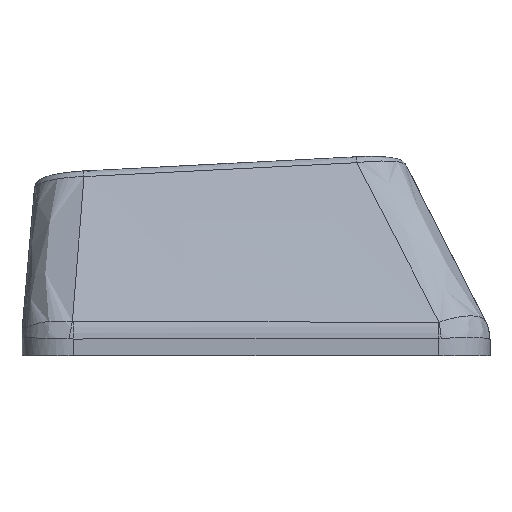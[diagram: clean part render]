
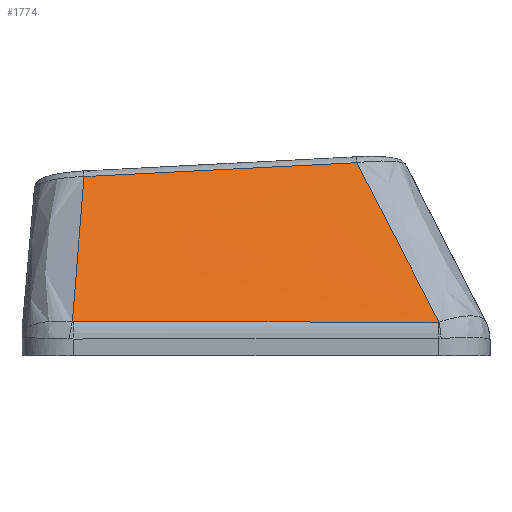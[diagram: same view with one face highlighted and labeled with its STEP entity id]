
A CAD part, left-side view. The second image highlights one B-rep face of the part: STEP entity #1774.
In plain terms, the highlighted free-form (B-spline) face has degree [3, 3] with [4, 4] control points.
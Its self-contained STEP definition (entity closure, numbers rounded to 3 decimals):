
#109=B_SPLINE_SURFACE_WITH_KNOTS('',3,3,((#3855,#3856,#3857,#3858),(#3859,
#3860,#3861,#3862),(#3863,#3864,#3865,#3866),(#3867,#3868,#3869,#3870)),
 .UNSPECIFIED.,.F.,.F.,.F.,(4,4),(4,4),(0.107,0.899),
(0.04,0.956),.UNSPECIFIED.);
#187=FACE_OUTER_BOUND('',#270,.T.);
#270=EDGE_LOOP('',(#1399,#1400,#1401,#1402,#1403,#1404));
#552=B_SPLINE_CURVE_WITH_KNOTS('',3,(#3228,#3229,#3230,#3231),
 .UNSPECIFIED.,.F.,.F.,(4,4),(0.,0.003),
 .UNSPECIFIED.);
#553=B_SPLINE_CURVE_WITH_KNOTS('',3,(#3249,#3250,#3251,#3252),
 .UNSPECIFIED.,.F.,.F.,(4,4),(-1.416,0.),.UNSPECIFIED.);
#556=B_SPLINE_CURVE_WITH_KNOTS('',3,(#3282,#3283,#3284,#3285),
 .UNSPECIFIED.,.F.,.F.,(4,4),(0.,0.004),.UNSPECIFIED.);
#567=B_SPLINE_CURVE_WITH_KNOTS('',3,(#3513,#3514,#3515,#3516),
 .UNSPECIFIED.,.F.,.F.,(4,4),(0.033,0.785),
 .UNSPECIFIED.);
#581=B_SPLINE_CURVE_WITH_KNOTS('',3,(#3785,#3786,#3787,#3788),
 .UNSPECIFIED.,.F.,.F.,(4,4),(0.,1.059),.UNSPECIFIED.);
#586=B_SPLINE_CURVE_WITH_KNOTS('',3,(#3871,#3872,#3873,#3874),
 .UNSPECIFIED.,.F.,.F.,(4,4),(-0.661,-0.029),
 .UNSPECIFIED.);
#752=VERTEX_POINT('',#3190);
#754=VERTEX_POINT('',#3221);
#756=VERTEX_POINT('',#3248);
#758=VERTEX_POINT('',#3275);
#774=VERTEX_POINT('',#3506);
#786=VERTEX_POINT('',#3783);
#983=EDGE_CURVE('',#752,#754,#552,.T.);
#984=EDGE_CURVE('',#754,#756,#553,.T.);
#989=EDGE_CURVE('',#756,#758,#556,.T.);
#1015=EDGE_CURVE('',#774,#752,#567,.T.);
#1036=EDGE_CURVE('',#786,#774,#581,.T.);
#1042=EDGE_CURVE('',#758,#786,#586,.T.);
#1399=ORIENTED_EDGE('',*,*,#983,.F.);
#1400=ORIENTED_EDGE('',*,*,#1015,.F.);
#1401=ORIENTED_EDGE('',*,*,#1036,.F.);
#1402=ORIENTED_EDGE('',*,*,#1042,.F.);
#1403=ORIENTED_EDGE('',*,*,#989,.F.);
#1404=ORIENTED_EDGE('',*,*,#984,.F.);
#1774=ADVANCED_FACE('',(#187),#109,.F.);
#3190=CARTESIAN_POINT('',(-13.706,-7.107,0.299));
#3221=CARTESIAN_POINT('',(-13.706,-7.079,0.298));
#3228=CARTESIAN_POINT('Ctrl Pts',(-13.706,-7.107,0.299));
#3229=CARTESIAN_POINT('Ctrl Pts',(-13.706,-7.098,0.298));
#3230=CARTESIAN_POINT('Ctrl Pts',(-13.706,-7.088,0.298));
#3231=CARTESIAN_POINT('Ctrl Pts',(-13.706,-7.079,0.298));
#3248=CARTESIAN_POINT('',(-13.683,7.082,0.318));
#3249=CARTESIAN_POINT('Ctrl Pts',(-13.706,-7.079,0.298));
#3250=CARTESIAN_POINT('Ctrl Pts',(-13.699,-2.359,0.304));
#3251=CARTESIAN_POINT('Ctrl Pts',(-13.692,2.361,0.311));
#3252=CARTESIAN_POINT('Ctrl Pts',(-13.683,7.082,0.318));
#3275=CARTESIAN_POINT('',(-13.681,7.125,0.322));
#3282=CARTESIAN_POINT('Ctrl Pts',(-13.683,7.082,0.318));
#3283=CARTESIAN_POINT('Ctrl Pts',(-13.683,7.096,0.318));
#3284=CARTESIAN_POINT('Ctrl Pts',(-13.683,7.111,0.319));
#3285=CARTESIAN_POINT('Ctrl Pts',(-13.681,7.125,0.322));
#3506=CARTESIAN_POINT('',(-10.856,-3.904,6.486));
#3513=CARTESIAN_POINT('Ctrl Pts',(-10.856,-3.904,6.486));
#3514=CARTESIAN_POINT('Ctrl Pts',(-11.809,-4.974,4.426));
#3515=CARTESIAN_POINT('Ctrl Pts',(-12.758,-6.041,2.363));
#3516=CARTESIAN_POINT('Ctrl Pts',(-13.706,-7.107,0.299));
#3783=CARTESIAN_POINT('',(-10.862,6.675,5.948));
#3785=CARTESIAN_POINT('Ctrl Pts',(-10.862,6.675,5.948));
#3786=CARTESIAN_POINT('Ctrl Pts',(-10.86,3.149,6.127));
#3787=CARTESIAN_POINT('Ctrl Pts',(-10.858,-0.378,
6.306));
#3788=CARTESIAN_POINT('Ctrl Pts',(-10.856,-3.904,6.486));
#3855=CARTESIAN_POINT('Ctrl Pts',(-10.856,7.033,5.942));
#3856=CARTESIAN_POINT('Ctrl Pts',(-11.806,7.064,4.052));
#3857=CARTESIAN_POINT('Ctrl Pts',(-12.756,7.095,2.162));
#3858=CARTESIAN_POINT('Ctrl Pts',(-13.706,7.126,0.272));
#3859=CARTESIAN_POINT('Ctrl Pts',(-10.856,3.262,6.13));
#3860=CARTESIAN_POINT('Ctrl Pts',(-11.806,2.969,4.18));
#3861=CARTESIAN_POINT('Ctrl Pts',(-12.756,2.675,2.23));
#3862=CARTESIAN_POINT('Ctrl Pts',(-13.706,2.382,0.28));
#3863=CARTESIAN_POINT('Ctrl Pts',(-10.856,-0.508,
6.317));
#3864=CARTESIAN_POINT('Ctrl Pts',(-11.806,-1.127,4.308));
#3865=CARTESIAN_POINT('Ctrl Pts',(-12.756,-1.745,2.298));
#3866=CARTESIAN_POINT('Ctrl Pts',(-13.706,-2.363,0.289));
#3867=CARTESIAN_POINT('Ctrl Pts',(-10.856,-4.279,6.505));
#3868=CARTESIAN_POINT('Ctrl Pts',(-11.806,-5.222,4.436));
#3869=CARTESIAN_POINT('Ctrl Pts',(-12.756,-6.164,2.367));
#3870=CARTESIAN_POINT('Ctrl Pts',(-13.706,-7.107,0.298));
#3871=CARTESIAN_POINT('Ctrl Pts',(-13.681,7.125,0.322));
#3872=CARTESIAN_POINT('Ctrl Pts',(-12.739,6.973,2.196));
#3873=CARTESIAN_POINT('Ctrl Pts',(-11.799,6.822,4.072));
#3874=CARTESIAN_POINT('Ctrl Pts',(-10.862,6.675,5.948));
